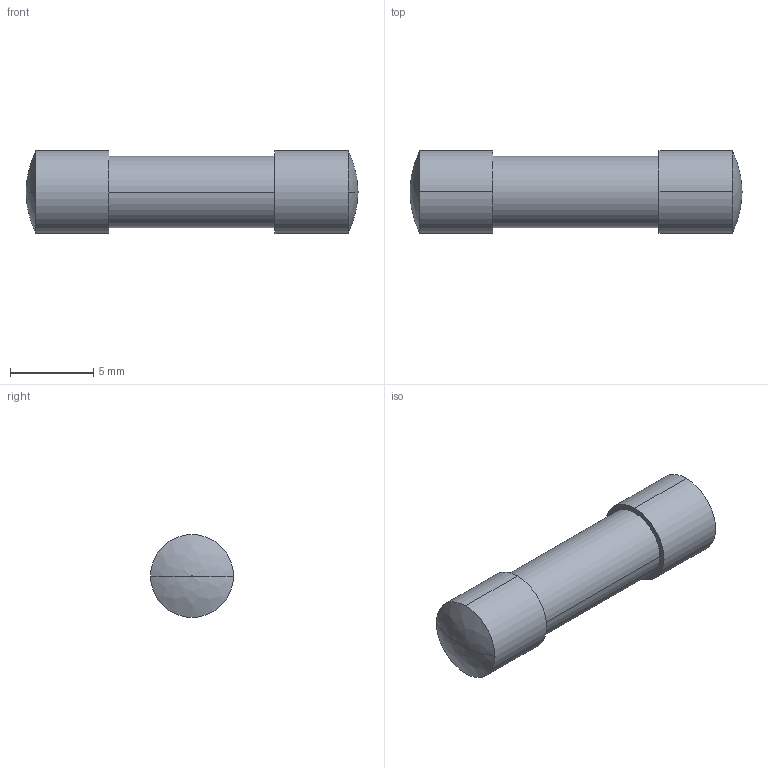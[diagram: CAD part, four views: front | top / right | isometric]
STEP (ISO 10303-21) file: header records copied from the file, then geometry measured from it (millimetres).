
FILE_DESCRIPTION (( 'STEP AP214' ), '1' );
FILE_NAME ('User Library-Full Fuse 5x20.STEP', '2014-04-25T10:44:00', ( 'Windows User' ), ( '' ), 'SwSTEP 2.0', 'SolidWorks 2014', '' );
FILE_SCHEMA (( 'AUTOMOTIVE_DESIGN' ));
Length unit declared in the file: millimetre
Products named in the file (3): User Library-Full Fuse 5x20_User Library-Full Fuse 5x20_rurka bezpiecznika; User Library-Full Fuse 5x20_User Library-Full Fuse 5x20_Cz_X2_0119015B0107_X0_1; User Library-Full Fuse 5x20
Assembly tree (2 placements, depth 2):
  User Library-Full Fuse 5x20
    User Library-Full Fuse 5x20_User Library-Full Fuse 5x20_Cz_X2_0119015B0107_X0_1
    User Library-Full Fuse 5x20_User Library-Full Fuse 5x20_rurka bezpiecznika
Bounding box: 20 x 5 x 5 mm (x, y, z)
Volume: 52.8 mm3; surface area: 698.8 mm2
Topology: 1 solids, 2 shells, 30 faces, 78 edges, 52 vertices
Faces by surface type: cylinder 18, bspline 8, plane 4
Entity records: 1487 total; most frequent: CARTESIAN_POINT 286, DIRECTION 194, ORIENTED_EDGE 152, AXIS2_PLACEMENT_3D 88, EDGE_CURVE 78, CIRCLE 60, VERTEX_POINT 52, UNCERTAINTY_MEASURE_WITH_UNIT 36
